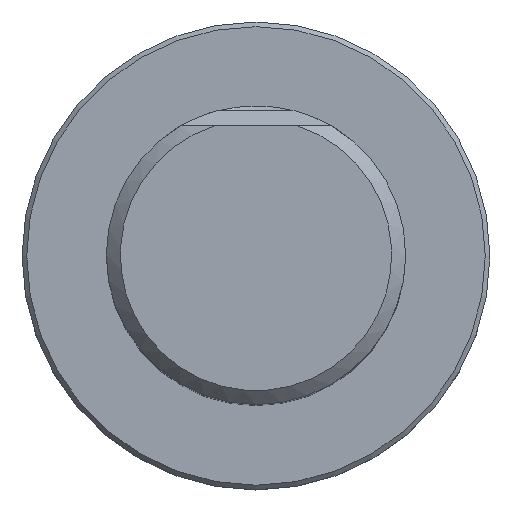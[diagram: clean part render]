
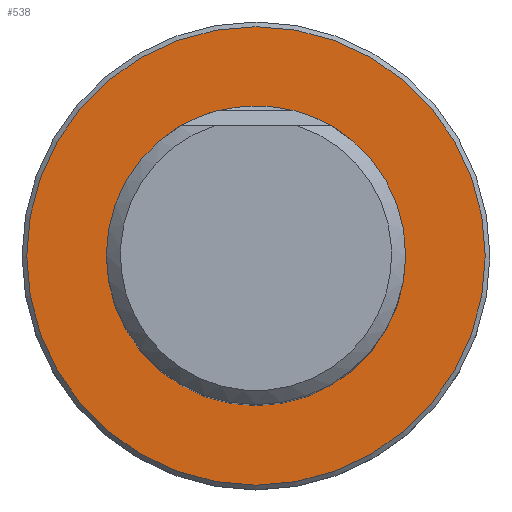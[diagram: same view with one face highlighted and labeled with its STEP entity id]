
A CAD part, top view. The second image highlights one B-rep face of the part: STEP entity #538.
In plain terms, the highlighted planar face has unit normal (0, 0, 1).
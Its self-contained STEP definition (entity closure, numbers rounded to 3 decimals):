
#170=PLANE('',#4701);
#538=ADVANCED_FACE('',(#1934,#1935),#170,.T.);
#1934=FACE_BOUND('',#2528,.T.);
#1935=FACE_BOUND('',#2529,.T.);
#2528=EDGE_LOOP('',(#3130));
#2529=EDGE_LOOP('',(#3131));
#3130=ORIENTED_EDGE('',*,*,#3787,.F.);
#3131=ORIENTED_EDGE('',*,*,#3788,.T.);
#3478=VERTEX_POINT('',#8624);
#3479=VERTEX_POINT('',#8626);
#3787=EDGE_CURVE('',#3478,#3478,#4102,.T.);
#3788=EDGE_CURVE('',#3479,#3479,#4103,.T.);
#4102=CIRCLE('',#4699,15.996);
#4103=CIRCLE('',#4700,24.5);
#4699=AXIS2_PLACEMENT_3D('',#8623,#5666,#5667);
#4700=AXIS2_PLACEMENT_3D('',#8625,#5668,#5669);
#4701=AXIS2_PLACEMENT_3D('',#8627,#5670,#5671);
#5666=DIRECTION('',(0.,0.,1.));
#5667=DIRECTION('',(-1.,0.,0.));
#5668=DIRECTION('',(0.,0.,1.));
#5669=DIRECTION('',(-1.,0.,0.));
#5670=DIRECTION('',(0.,0.,1.));
#5671=DIRECTION('',(-1.,0.,0.));
#8623=CARTESIAN_POINT('',(0.,0.,0.));
#8624=CARTESIAN_POINT('',(-15.996,0.,0.));
#8625=CARTESIAN_POINT('',(0.,0.,0.));
#8626=CARTESIAN_POINT('',(-24.5,0.,0.));
#8627=CARTESIAN_POINT('',(0.,0.,0.));
